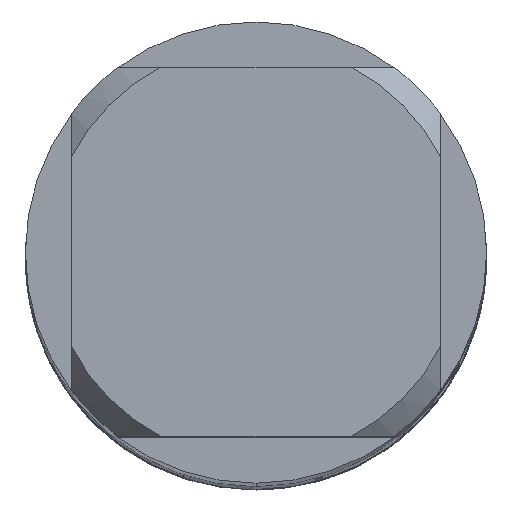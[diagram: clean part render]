
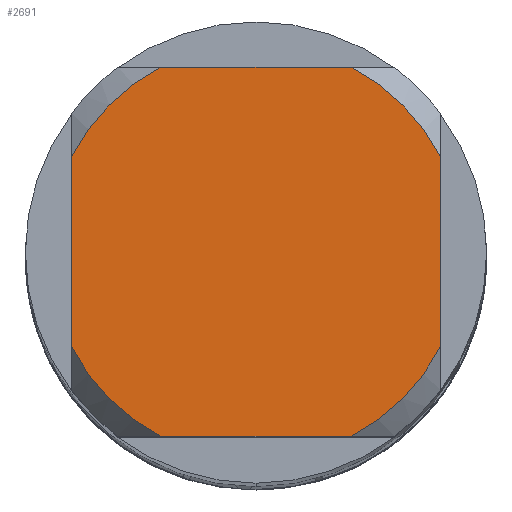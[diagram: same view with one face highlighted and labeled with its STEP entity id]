
A CAD part, top view. The second image highlights one B-rep face of the part: STEP entity #2691.
In plain terms, the highlighted planar face has unit normal (0, 0, 1).
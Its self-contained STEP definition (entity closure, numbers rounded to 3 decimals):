
#1323=VERTEX_POINT('',#3668);
#1361=EDGE_CURVE('',#3251,#1517,#3709,.T.);
#1517=VERTEX_POINT('',#3876);
#1771=EDGE_CURVE('',#3251,#2411,#4151,.T.);
#1855=EDGE_CURVE('',#3043,#2411,#4244,.T.);
#2209=EDGE_CURVE('',#3043,#2503,#4634,.T.);
#2287=VERTEX_POINT('',#4721);
#2411=VERTEX_POINT('',#4854);
#2503=VERTEX_POINT('',#4953);
#2505=VERTEX_POINT('',#4955);
#2691=ADVANCED_FACE('',(#5158),#5159,.T.);
#3033=EDGE_CURVE('',#2287,#2503,#5534,.T.);
#3043=VERTEX_POINT('',#5547);
#3135=EDGE_CURVE('',#2287,#2505,#5650,.T.);
#3245=EDGE_CURVE('',#1323,#1517,#5766,.T.);
#3251=VERTEX_POINT('',#5772);
#3339=EDGE_CURVE('',#1323,#2505,#5868,.T.);
#3668=CARTESIAN_POINT('',(2.062,4.0,0.0));
#3709=LINE('',#6510,#6511);
#3876=CARTESIAN_POINT('',(4.0,2.062,0.0));
#4151=CIRCLE('',#7481,4.5);
#4244=LINE('',#7705,#7706);
#4634=CIRCLE('',#8573,4.5);
#4721=CARTESIAN_POINT('',(-4.0,2.062,0.0));
#4854=CARTESIAN_POINT('',(2.062,-4.0,0.0));
#4953=CARTESIAN_POINT('',(-4.0,-2.062,0.0));
#4955=CARTESIAN_POINT('',(-2.062,4.0,0.0));
#5158=FACE_OUTER_BOUND('',#10633,.T.);
#5159=PLANE('',#10634);
#5534=LINE('',#11812,#11813);
#5547=CARTESIAN_POINT('',(-2.062,-4.0,0.0));
#5650=CIRCLE('',#12094,4.5);
#5766=CIRCLE('',#12477,4.5);
#5772=CARTESIAN_POINT('',(4.0,-2.062,0.0));
#5868=LINE('',#12782,#12783);
#6510=CARTESIAN_POINT('',(4.0,1.125,0.0));
#6511=VECTOR('',#13526,1.0);
#7481=AXIS2_PLACEMENT_3D('',#13970,#13971,#13972);
#7705=CARTESIAN_POINT('',(0.0,-4.0,0.0));
#7706=VECTOR('',#14059,1.0);
#8573=AXIS2_PLACEMENT_3D('',#14473,#14474,#14475);
#10633=EDGE_LOOP('',(#15072,#15073,#15074,#15075,#15076,#15077,#15078,#15079));
#10634=AXIS2_PLACEMENT_3D('',#15080,#15081,#15082);
#11812=CARTESIAN_POINT('',(-4.0,1.125,0.0));
#11813=VECTOR('',#15558,1.0);
#12094=AXIS2_PLACEMENT_3D('',#15702,#15703,#15704);
#12477=AXIS2_PLACEMENT_3D('',#15784,#15785,#15786);
#12782=CARTESIAN_POINT('',(0.0,4.0,0.0));
#12783=VECTOR('',#15880,1.0);
#13526=DIRECTION('',(-0.0,1.0,0.0));
#13970=CARTESIAN_POINT('',(0.0,0.0,0.0));
#13971=DIRECTION('',(0.0,0.0,-1.0));
#13972=DIRECTION('',(0.0,1.0,0.0));
#14059=DIRECTION('',(1.0,0.0,0.0));
#14473=CARTESIAN_POINT('',(0.0,0.0,0.0));
#14474=DIRECTION('',(0.0,0.0,-1.0));
#14475=DIRECTION('',(0.0,1.0,0.0));
#15072=ORIENTED_EDGE('',*,*,#3033,.T.);
#15073=ORIENTED_EDGE('',*,*,#2209,.F.);
#15074=ORIENTED_EDGE('',*,*,#1855,.T.);
#15075=ORIENTED_EDGE('',*,*,#1771,.F.);
#15076=ORIENTED_EDGE('',*,*,#1361,.T.);
#15077=ORIENTED_EDGE('',*,*,#3245,.F.);
#15078=ORIENTED_EDGE('',*,*,#3339,.T.);
#15079=ORIENTED_EDGE('',*,*,#3135,.F.);
#15080=CARTESIAN_POINT('',(0.0,2.25,0.0));
#15081=DIRECTION('',(-0.0,0.0,1.0));
#15082=DIRECTION('',(0.0,-1.0,0.0));
#15558=DIRECTION('',(-0.0,-1.0,0.0));
#15702=CARTESIAN_POINT('',(0.0,0.0,0.0));
#15703=DIRECTION('',(0.0,0.0,-1.0));
#15704=DIRECTION('',(0.0,1.0,0.0));
#15784=CARTESIAN_POINT('',(0.0,0.0,0.0));
#15785=DIRECTION('',(0.0,0.0,-1.0));
#15786=DIRECTION('',(0.0,1.0,0.0));
#15880=DIRECTION('',(-1.0,0.0,0.0));
